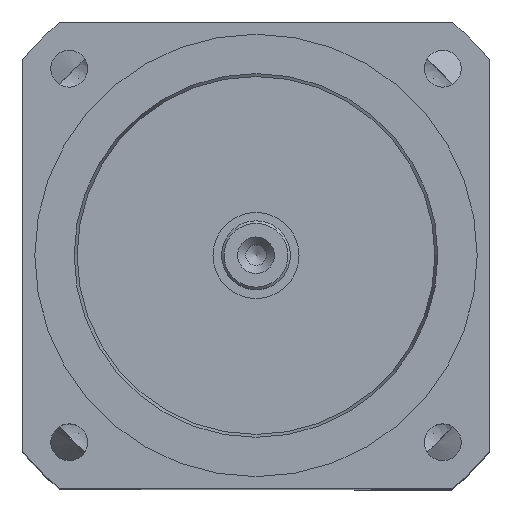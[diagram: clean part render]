
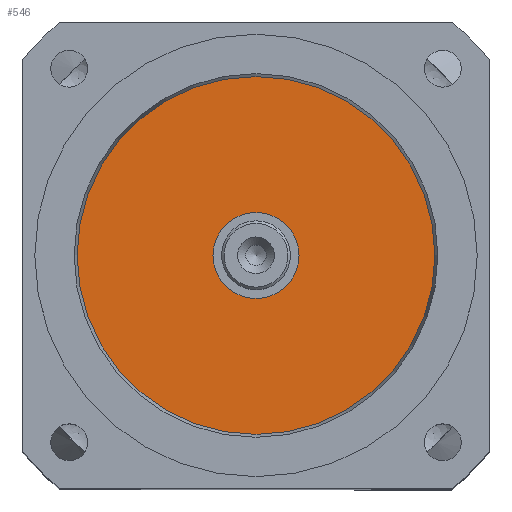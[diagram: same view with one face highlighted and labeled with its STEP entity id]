
A CAD part, top view. The second image highlights one B-rep face of the part: STEP entity #546.
In plain terms, the highlighted planar face has unit normal (0, 0, 1).
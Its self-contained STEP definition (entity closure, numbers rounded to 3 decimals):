
#279=CARTESIAN_POINT('',(17.5,0.,286.5));
#280=VERTEX_POINT('',#279);
#281=CARTESIAN_POINT('',(0.0,0.0,286.5));
#282=DIRECTION('',(0.0,0.0,-1.0));
#283=DIRECTION('',(-1.0,0.0,0.0));
#284=AXIS2_PLACEMENT_3D('',#281,#282,#283);
#285=CIRCLE('',#284,17.5);
#286=EDGE_CURVE('',#280,#280,#285,.T.);
#527=CARTESIAN_POINT('',(0.0,0.0,286.5));
#528=DIRECTION('',(0.0,0.0,-1.0));
#529=DIRECTION('',(-1.0,0.0,0.0));
#530=AXIS2_PLACEMENT_3D('',#527,#528,#529);
#531=PLANE('',#530);
#532=CARTESIAN_POINT('',(72.794,0.,286.5));
#533=VERTEX_POINT('',#532);
#534=CARTESIAN_POINT('',(0.0,0.0,286.5));
#535=DIRECTION('',(0.0,0.0,1.0));
#536=DIRECTION('',(-1.0,0.0,0.0));
#537=AXIS2_PLACEMENT_3D('',#534,#535,#536);
#538=CIRCLE('',#537,72.794);
#539=EDGE_CURVE('',#533,#533,#538,.T.);
#540=ORIENTED_EDGE('',*,*,#539,.T.);
#541=EDGE_LOOP('',(#540));
#542=FACE_OUTER_BOUND('',#541,.T.);
#543=ORIENTED_EDGE('',*,*,#286,.T.);
#544=EDGE_LOOP('',(#543));
#545=FACE_BOUND('',#544,.T.);
#546=ADVANCED_FACE('',(#542,#545),#531,.F.);
